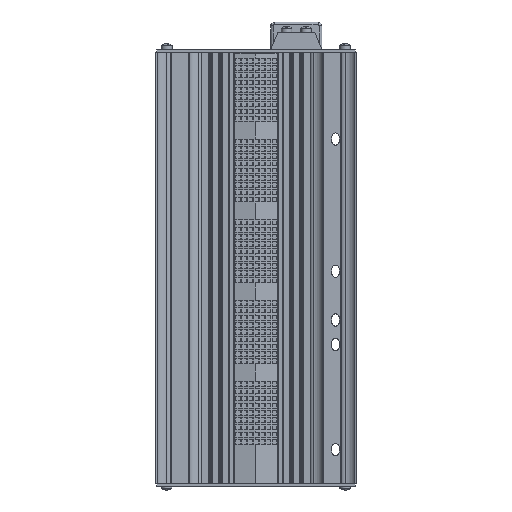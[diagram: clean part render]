
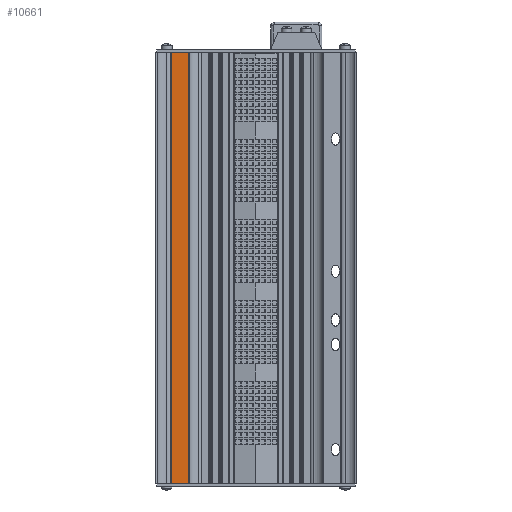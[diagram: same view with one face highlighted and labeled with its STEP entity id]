
A CAD part, left-side view. The second image highlights one B-rep face of the part: STEP entity #10661.
In plain terms, the highlighted face is planar.
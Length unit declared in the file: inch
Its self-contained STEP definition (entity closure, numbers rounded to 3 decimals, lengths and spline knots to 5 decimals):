
#10603=CARTESIAN_POINT('',(2.173,0.20002,-11.032));
#10604=VERTEX_POINT('',#10603);
#10612=CARTESIAN_POINT('',(2.173,0.20002,0.0));
#10613=VERTEX_POINT('',#10612);
#10614=CARTESIAN_POINT('',(2.173,0.20002,0.0));
#10615=DIRECTION('',(0.0,0.0,-1.0));
#10616=VECTOR('',#10615,11.032);
#10617=LINE('',#10614,#10616);
#10618=EDGE_CURVE('',#10613,#10604,#10617,.T.);
#10631=CARTESIAN_POINT('',(2.173,0.20002,0.0));
#10632=DIRECTION('',(0.,1.0,0.0));
#10633=DIRECTION('',(0.0,0.0,1.0));
#10634=AXIS2_PLACEMENT_3D('',#10631,#10632,#10633);
#10635=PLANE('',#10634);
#10636=CARTESIAN_POINT('',(1.70576,0.20002,-11.032));
#10637=VERTEX_POINT('',#10636);
#10638=CARTESIAN_POINT('',(2.173,0.20002,-11.032));
#10639=DIRECTION('',(-1.0,0.,0.0));
#10640=VECTOR('',#10639,0.46724);
#10641=LINE('',#10638,#10640);
#10642=EDGE_CURVE('',#10604,#10637,#10641,.T.);
#10643=ORIENTED_EDGE('',*,*,#10642,.T.);
#10644=CARTESIAN_POINT('',(1.70576,0.20002,0.0));
#10645=VERTEX_POINT('',#10644);
#10646=CARTESIAN_POINT('',(1.70576,0.20002,0.0));
#10647=DIRECTION('',(0.0,0.0,-1.0));
#10648=VECTOR('',#10647,11.032);
#10649=LINE('',#10646,#10648);
#10650=EDGE_CURVE('',#10645,#10637,#10649,.T.);
#10651=ORIENTED_EDGE('',*,*,#10650,.F.);
#10652=CARTESIAN_POINT('',(2.173,0.20002,0.0));
#10653=DIRECTION('',(-1.0,0.,0.0));
#10654=VECTOR('',#10653,0.46724);
#10655=LINE('',#10652,#10654);
#10656=EDGE_CURVE('',#10613,#10645,#10655,.T.);
#10657=ORIENTED_EDGE('',*,*,#10656,.F.);
#10658=ORIENTED_EDGE('',*,*,#10618,.T.);
#10659=EDGE_LOOP('',(#10643,#10651,#10657,#10658));
#10660=FACE_OUTER_BOUND('',#10659,.T.);
#10661=ADVANCED_FACE('',(#10660),#10635,.T.);
